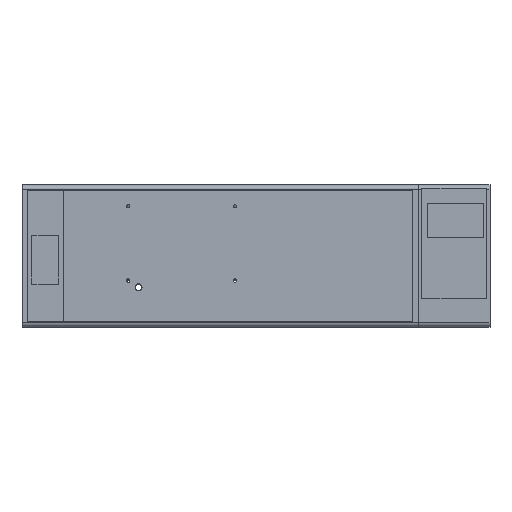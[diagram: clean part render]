
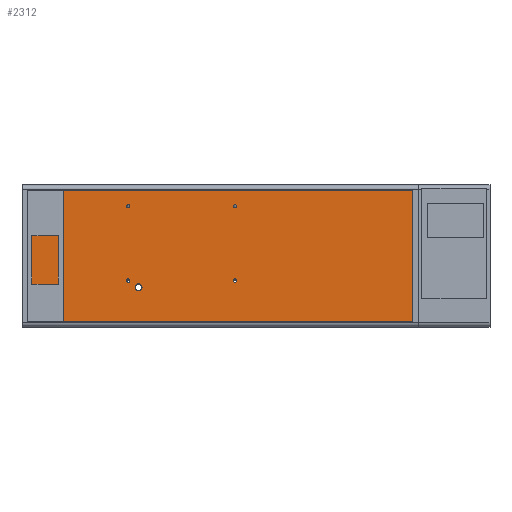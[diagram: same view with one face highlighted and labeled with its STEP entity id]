
A CAD part, top view. The second image highlights one B-rep face of the part: STEP entity #2312.
In plain terms, the highlighted planar face has unit normal (0, 0, 1).
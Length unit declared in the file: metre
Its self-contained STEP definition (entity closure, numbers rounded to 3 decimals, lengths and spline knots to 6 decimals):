
#43=ELLIPSE('',#2506,0.003169,0.003146);
#44=ELLIPSE('',#2507,0.001511,0.0015);
#45=ELLIPSE('',#2508,0.001511,0.0015);
#46=ELLIPSE('',#2509,0.001511,0.0015);
#47=ELLIPSE('',#2510,0.001511,0.0015);
#331=ORIENTED_EDGE('',*,*,#924,.F.);
#332=ORIENTED_EDGE('',*,*,#925,.F.);
#333=ORIENTED_EDGE('',*,*,#926,.F.);
#334=ORIENTED_EDGE('',*,*,#927,.F.);
#335=ORIENTED_EDGE('',*,*,#928,.F.);
#336=ORIENTED_EDGE('',*,*,#893,.F.);
#337=ORIENTED_EDGE('',*,*,#902,.T.);
#338=ORIENTED_EDGE('',*,*,#929,.T.);
#339=ORIENTED_EDGE('',*,*,#930,.F.);
#893=EDGE_CURVE('',#1201,#1202,#1431,.T.);
#902=EDGE_CURVE('',#1201,#1210,#1440,.T.);
#924=EDGE_CURVE('',#1223,#1223,#43,.T.);
#925=EDGE_CURVE('',#1224,#1224,#44,.T.);
#926=EDGE_CURVE('',#1225,#1225,#45,.T.);
#927=EDGE_CURVE('',#1226,#1226,#46,.T.);
#928=EDGE_CURVE('',#1227,#1227,#47,.T.);
#929=EDGE_CURVE('',#1210,#1228,#1457,.T.);
#930=EDGE_CURVE('',#1202,#1228,#1458,.T.);
#1201=VERTEX_POINT('',#3525);
#1202=VERTEX_POINT('',#3527);
#1210=VERTEX_POINT('',#3544);
#1223=VERTEX_POINT('',#3585);
#1224=VERTEX_POINT('',#3587);
#1225=VERTEX_POINT('',#3589);
#1226=VERTEX_POINT('',#3591);
#1227=VERTEX_POINT('',#3593);
#1228=VERTEX_POINT('',#3595);
#1431=LINE('',#3526,#1694);
#1440=LINE('',#3545,#1703);
#1457=LINE('',#3594,#1720);
#1458=LINE('',#3596,#1721);
#1694=VECTOR('',#2825,1.);
#1703=VECTOR('',#2836,1.);
#1720=VECTOR('',#2883,1.);
#1721=VECTOR('',#2884,1.);
#1900=EDGE_LOOP('',(#331));
#1901=EDGE_LOOP('',(#332));
#1902=EDGE_LOOP('',(#333));
#1903=EDGE_LOOP('',(#334));
#1904=EDGE_LOOP('',(#335));
#1905=EDGE_LOOP('',(#336,#337,#338,#339));
#2065=FACE_BOUND('',#1900,.T.);
#2066=FACE_BOUND('',#1901,.T.);
#2067=FACE_BOUND('',#1902,.T.);
#2068=FACE_BOUND('',#1903,.T.);
#2069=FACE_BOUND('',#1904,.T.);
#2070=FACE_BOUND('',#1905,.T.);
#2219=PLANE('',#2505);
#2312=ADVANCED_FACE('',(#2065,#2066,#2067,#2068,#2069,#2070),#2219,.T.);
#2505=AXIS2_PLACEMENT_3D('',#3583,#2871,#2872);
#2506=AXIS2_PLACEMENT_3D('',#3584,#2873,#2874);
#2507=AXIS2_PLACEMENT_3D('',#3586,#2875,#2876);
#2508=AXIS2_PLACEMENT_3D('',#3588,#2877,#2878);
#2509=AXIS2_PLACEMENT_3D('',#3590,#2879,#2880);
#2510=AXIS2_PLACEMENT_3D('',#3592,#2881,#2882);
#2825=DIRECTION('',(1.,0.,0.));
#2836=DIRECTION('',(0.,-1.,0.));
#2871=DIRECTION('',(0.,0.,1.));
#2872=DIRECTION('',(1.,0.,0.));
#2873=DIRECTION('',(0.,0.,1.));
#2874=DIRECTION('',(0.,-1.,0.));
#2875=DIRECTION('',(0.,0.,1.));
#2876=DIRECTION('',(0.,-1.,0.));
#2877=DIRECTION('',(0.,0.,1.));
#2878=DIRECTION('',(0.,-1.,0.));
#2879=DIRECTION('',(0.,0.,1.));
#2880=DIRECTION('',(0.,-1.,0.));
#2881=DIRECTION('',(0.,0.,1.));
#2882=DIRECTION('',(0.,-1.,0.));
#2883=DIRECTION('',(1.,0.,0.));
#2884=DIRECTION('',(0.,-1.,0.));
#3525=CARTESIAN_POINT('',(-0.204133,0.069652,0.));
#3526=CARTESIAN_POINT('',(-0.029133,0.069652,0.));
#3527=CARTESIAN_POINT('',(0.145867,0.069652,0.));
#3544=CARTESIAN_POINT('',(-0.204133,-0.049348,0.));
#3545=CARTESIAN_POINT('',(-0.204133,0.010152,0.));
#3583=CARTESIAN_POINT('',(-0.029133,0.010152,0.));
#3584=CARTESIAN_POINT('',(-0.103295,-0.018255,0.));
#3585=CARTESIAN_POINT('',(-0.103295,-0.021424,0.));
#3586=CARTESIAN_POINT('',(-0.015633,-0.0122,0.));
#3587=CARTESIAN_POINT('',(-0.015633,-0.013711,0.));
#3588=CARTESIAN_POINT('',(-0.015633,0.055303,0.));
#3589=CARTESIAN_POINT('',(-0.015633,0.053792,0.));
#3590=CARTESIAN_POINT('',(-0.112633,0.055303,0.));
#3591=CARTESIAN_POINT('',(-0.112633,0.053792,0.));
#3592=CARTESIAN_POINT('',(-0.112633,-0.0122,0.));
#3593=CARTESIAN_POINT('',(-0.112633,-0.013711,0.));
#3594=CARTESIAN_POINT('',(-0.029133,-0.049348,0.));
#3595=CARTESIAN_POINT('',(0.145867,-0.049348,0.));
#3596=CARTESIAN_POINT('',(0.145867,0.010152,0.));
